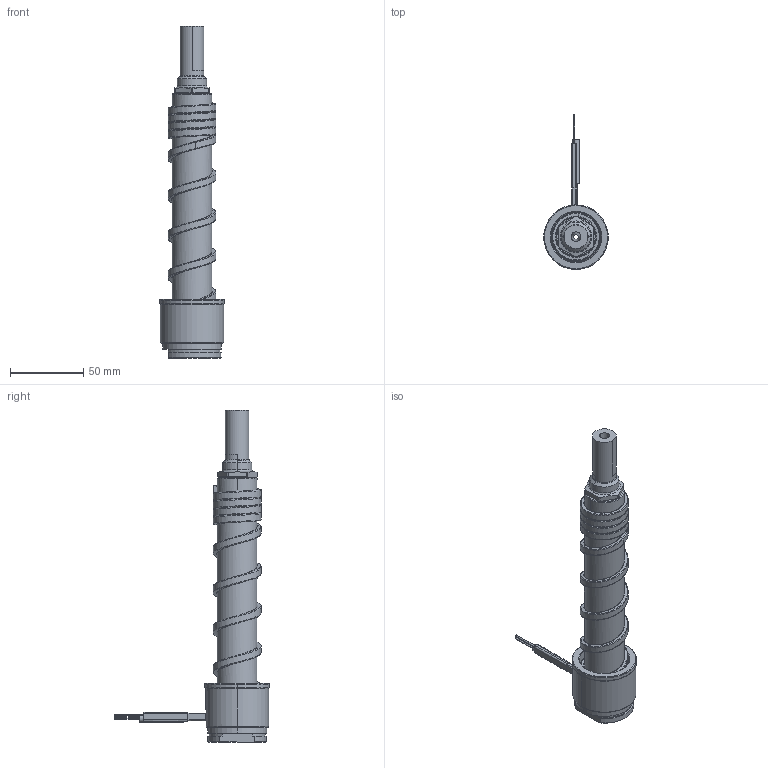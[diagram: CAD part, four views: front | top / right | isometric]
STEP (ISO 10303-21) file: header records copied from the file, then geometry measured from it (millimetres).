
FILE_DESCRIPTION((''),'2;1');
FILE_NAME('EL-196-AEM-H','2016-08-30T',('砐錪賧瘔蠈錪'),('IMID'),'PRO/ENGINEER BY PARAMETRIC TECHNOLOGY CORPORATION, 2015070','PRO/ENGINEER BY PARAMETRIC TECHNOLOGY CORPORATION, 2015070','');
FILE_SCHEMA(('CONFIG_CONTROL_DESIGN'));
Length unit declared in the file: millimetre
Products named in the file (1): EL-196-AEM-H
Bounding box: 44 x 105.5 x 226 mm (x, y, z)
Volume: 139397.6 mm3; surface area: 50507.2 mm2
Topology: 1 solids, 9 shells, 342 faces, 852 edges, 503 vertices
Faces by surface type: cylinder 110, bspline 68, cone 63, plane 50, torus 32, revolution 9, extrusion 8, sphere 2
Entity records: 22150 total; most frequent: CARTESIAN_POINT 14400, ORIENTED_EDGE 1664, DIRECTION 1511, EDGE_CURVE 844, AXIS2_PLACEMENT_3D 601, VERTEX_POINT 503, EDGE_LOOP 365, CIRCLE 343
